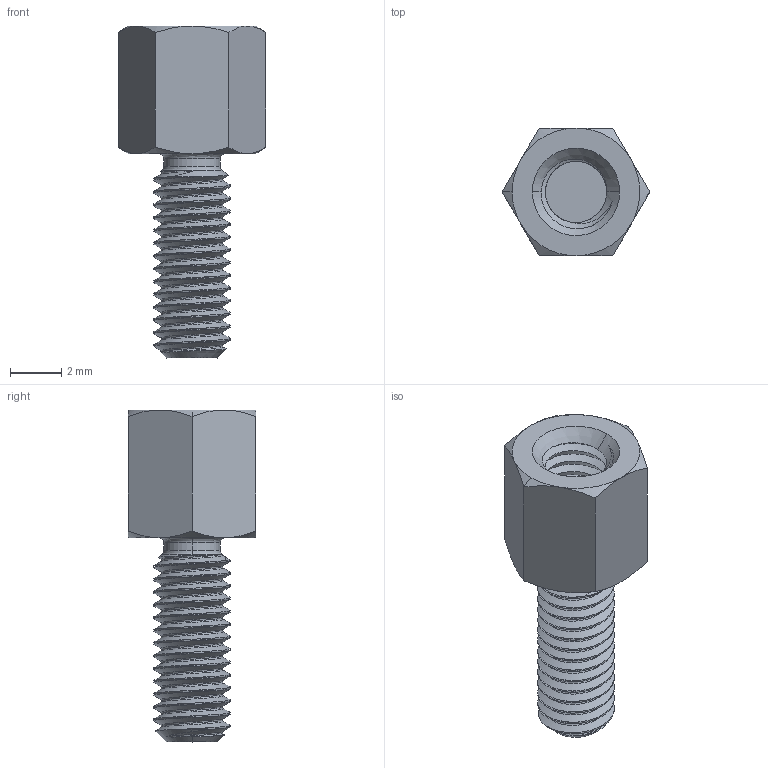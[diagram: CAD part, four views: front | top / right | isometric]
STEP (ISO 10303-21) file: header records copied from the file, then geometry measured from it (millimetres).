
FILE_DESCRIPTION (( 'STEP AP214' ), '1' );
FILE_NAME ('User Library-Male - Female Hexagonal Threaded Standoffs; length 5mm; key 5mm; M3x3mm and M3x8mm.STEP', '2016-01-05T13:28:21', ( 'Windows User' ), ( '' ), 'SwSTEP 2.0', 'SolidWorks 2016', '' );
FILE_SCHEMA (( 'AUTOMOTIVE_DESIGN' ));
Length unit declared in the file: millimetre
Products named in the file (1): User Library-Male - Female Hexagonal Threaded Standoffs; length 5mm; key 5mm; M3x3mm and M3x8mm
Bounding box: 5.77 x 5 x 13 mm (x, y, z)
Surface area: 579 mm2 (no closed solid volume)
Topology: 0 solids, 2 shells, 48 faces, 131 edges, 84 vertices
Faces by surface type: cone 21, plane 12, bspline 11, cylinder 4
Entity records: 7858 total; most frequent: CARTESIAN_POINT 6367, ORIENTED_EDGE 234, EDGE_CURVE 128, DIRECTION 116, B_SPLINE_CURVE_WITH_KNOTS 94, VERTEX_POINT 83, EDGE_LOOP 50, UNCERTAINTY_MEASURE_WITH_UNIT 49
